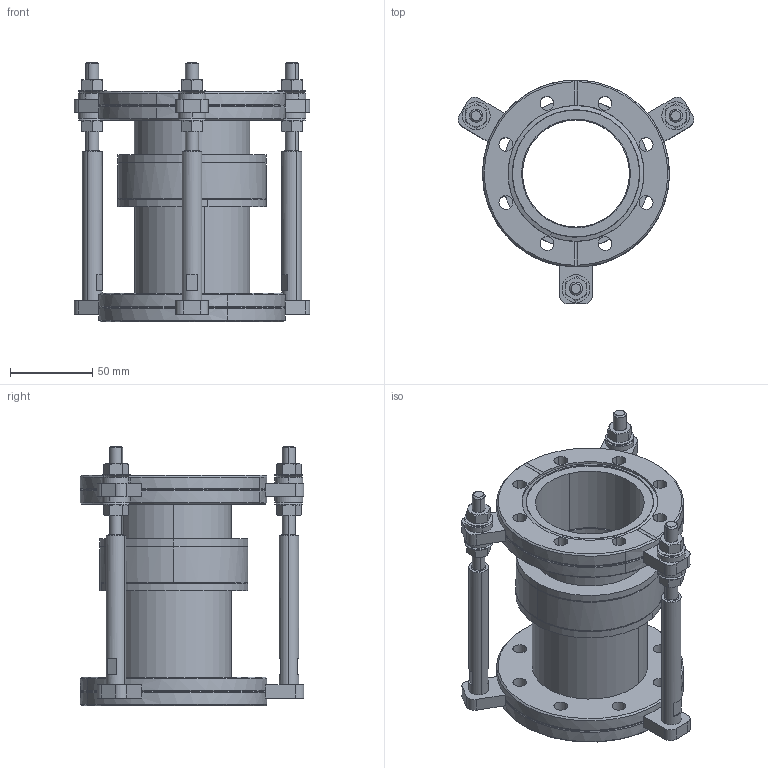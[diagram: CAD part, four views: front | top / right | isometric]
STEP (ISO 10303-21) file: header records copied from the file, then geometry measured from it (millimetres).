
FILE_DESCRIPTION (( 'STEP AP214' ), '1' );
FILE_NAME ('420MPA063.stp', '2017-06-08T06:15:26', ( '' ), ( '' ), 'SwSTEP 2.0', 'SolidWorks 2015', '' );
FILE_SCHEMA (( 'AUTOMOTIVE_DESIGN' ));
Length unit declared in the file: millimetre
Products named in the file (1): 420MPA063
Bounding box: 143.17 x 135.7 x 157.75 mm (x, y, z)
Volume: 403032.8 mm3; surface area: 158307 mm2
Topology: 22 solids, 22 shells, 587 faces, 1352 edges, 812 vertices
Faces by surface type: cylinder 200, plane 183, cone 168, torus 24, sphere 12
Entity records: 23914 total; most frequent: CARTESIAN_POINT 3668, DIRECTION 3042, ORIENTED_EDGE 2680, EDGE_CURVE 1340, AXIS2_PLACEMENT_3D 1266, VERTEX_POINT 812, EDGE_LOOP 690, CIRCLE 678
